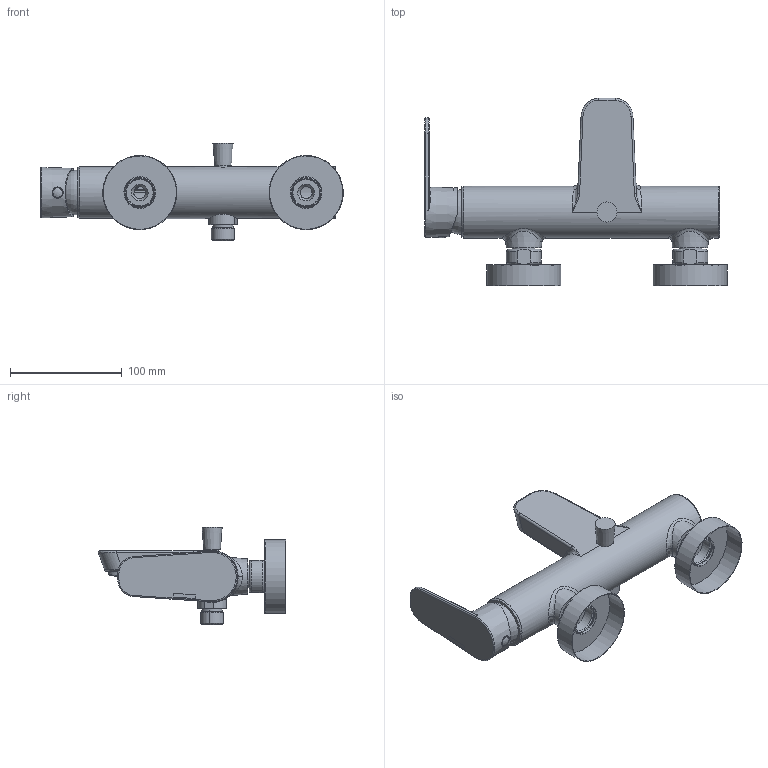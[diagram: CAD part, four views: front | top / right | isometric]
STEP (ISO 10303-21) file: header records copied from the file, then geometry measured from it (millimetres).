
FILE_DESCRIPTION (( 'STEP AP203' ), '1' );
FILE_NAME ('36CP00356.STEP', '2020-09-04T10:58:24', ( '' ), ( '' ), 'SwSTEP 2.0', 'SolidWorks 2018', '' );
FILE_SCHEMA (( 'CONFIG_CONTROL_DESIGN' ));
Products named in the file (1): 36CP00356
Bounding box: 270.9 x 167.64 x 87 mm (x, y, z)
Surface area: 164305.1 mm2 (no closed solid volume)
Topology: 0 solids, 20 shells, 1119 faces, 2761 edges, 1696 vertices
Faces by surface type: bspline 357, cylinder 343, plane 272, cone 99, torus 47, sphere 1
Full cylindrical faces by diameter (mm): 3.3 x1, 5.1 x1, 6.8 x1, 8 x1, 9.5 x1, 10 x1, 11 x1, 13.5 x1, 15 x1, 16 x3, 16.5 x2, 18 x2, 19.5 x3, 20.5 x2, 21 x4, 21.3 x1, 22 x1, 22.5 x4, 23 x1, 24 x3, 24.5 x3, 25.6 x2, 26 x1, 26.4 x2, 31 x1, 34 x1, 35.8 x2, 37 x1, 40 x1, 46.5 x1
Entity records: 70277 total; most frequent: CARTESIAN_POINT 49085, ORIENTED_EDGE 5003, DIRECTION 3050, EDGE_CURVE 2586, VERTEX_POINT 1633, B_SPLINE_CURVE_WITH_KNOTS 1410, EDGE_LOOP 1293, AXIS2_PLACEMENT_3D 1215
